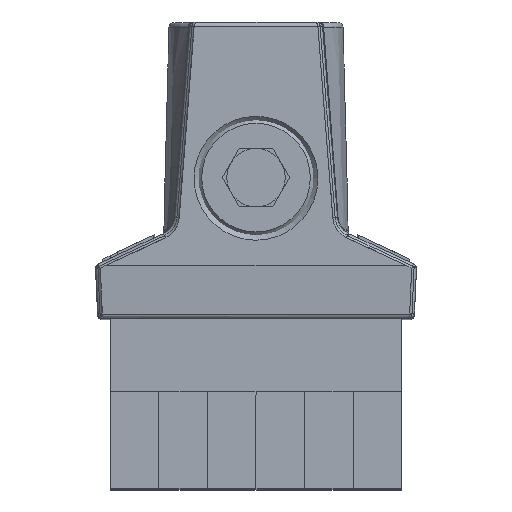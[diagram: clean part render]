
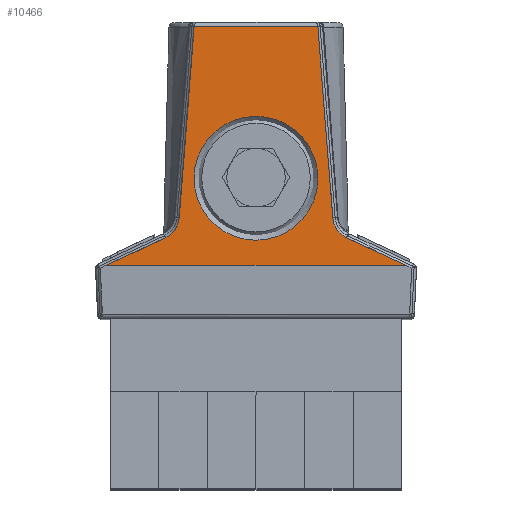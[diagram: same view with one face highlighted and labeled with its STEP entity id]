
A CAD part, top view. The second image highlights one B-rep face of the part: STEP entity #10466.
In plain terms, the highlighted planar face has unit normal (0, 0.011, 1).
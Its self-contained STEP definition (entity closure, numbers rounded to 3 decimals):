
#372=FACE_BOUND('',#3263,.T.);
#451=LINE('',#15135,#1372);
#469=LINE('',#15631,#1390);
#1372=VECTOR('',#12209,10.);
#1390=VECTOR('',#12353,10.);
#2597=FACE_OUTER_BOUND('',#3262,.T.);
#3262=EDGE_LOOP('',(#7146,#7147,#7148,#7149,#7150,#7151,#7152,#7153));
#3263=EDGE_LOOP('',(#7154));
#3915=(
BOUNDED_CURVE()
B_SPLINE_CURVE(2,(#15627,#15628,#15629),.UNSPECIFIED.,.F.,.F.)
B_SPLINE_CURVE_WITH_KNOTS((3,3),(0.037,0.706),
 .UNSPECIFIED.)
CURVE()
GEOMETRIC_REPRESENTATION_ITEM()
RATIONAL_B_SPLINE_CURVE((1.,0.999,1.))
REPRESENTATION_ITEM('')
);
#3916=(
BOUNDED_CURVE()
B_SPLINE_CURVE(2,(#15633,#15634,#15635),.UNSPECIFIED.,.F.,.F.)
B_SPLINE_CURVE_WITH_KNOTS((3,3),(0.093,0.763),
 .UNSPECIFIED.)
CURVE()
GEOMETRIC_REPRESENTATION_ITEM()
RATIONAL_B_SPLINE_CURVE((1.,0.999,1.))
REPRESENTATION_ITEM('')
);
#4227=ELLIPSE('',#11307,46.993,0.498);
#4228=ELLIPSE('',#11310,46.993,0.498);
#4229=ELLIPSE('',#11311,2.494,2.494);
#4230=ELLIPSE('',#11312,2.494,2.494);
#4231=ELLIPSE('',#11313,6.368,6.367);
#4394=VERTEX_POINT('',#15132);
#4395=VERTEX_POINT('',#15134);
#4430=VERTEX_POINT('',#15618);
#4431=VERTEX_POINT('',#15622);
#4432=VERTEX_POINT('',#15624);
#4433=VERTEX_POINT('',#15626);
#4434=VERTEX_POINT('',#15630);
#4435=VERTEX_POINT('',#15632);
#4436=VERTEX_POINT('',#15637);
#5388=EDGE_CURVE('',#4394,#4395,#451,.T.);
#5455=EDGE_CURVE('',#4430,#4395,#4227,.T.);
#5457=EDGE_CURVE('',#4394,#4431,#4228,.T.);
#5458=EDGE_CURVE('',#4431,#4432,#4229,.T.);
#5459=EDGE_CURVE('',#4432,#4433,#3915,.T.);
#5460=EDGE_CURVE('',#4433,#4434,#469,.T.);
#5461=EDGE_CURVE('',#4434,#4435,#3916,.T.);
#5462=EDGE_CURVE('',#4435,#4430,#4230,.T.);
#5463=EDGE_CURVE('',#4436,#4436,#4231,.T.);
#7146=ORIENTED_EDGE('',*,*,#5388,.F.);
#7147=ORIENTED_EDGE('',*,*,#5457,.T.);
#7148=ORIENTED_EDGE('',*,*,#5458,.T.);
#7149=ORIENTED_EDGE('',*,*,#5459,.T.);
#7150=ORIENTED_EDGE('',*,*,#5460,.T.);
#7151=ORIENTED_EDGE('',*,*,#5461,.T.);
#7152=ORIENTED_EDGE('',*,*,#5462,.T.);
#7153=ORIENTED_EDGE('',*,*,#5455,.T.);
#7154=ORIENTED_EDGE('',*,*,#5463,.F.);
#10100=PLANE('',#11309);
#10466=ADVANCED_FACE('',(#2597,#372),#10100,.T.);
#11307=AXIS2_PLACEMENT_3D('',#15619,#12343,#12344);
#11309=AXIS2_PLACEMENT_3D('',#15621,#12347,#12348);
#11310=AXIS2_PLACEMENT_3D('',#15623,#12349,#12350);
#11311=AXIS2_PLACEMENT_3D('',#15625,#12351,#12352);
#11312=AXIS2_PLACEMENT_3D('',#15636,#12354,#12355);
#11313=AXIS2_PLACEMENT_3D('',#15638,#12356,#12357);
#12209=DIRECTION('',(1.,0.,0.));
#12343=DIRECTION('center_axis',(0.,-0.011,
-1.));
#12344=DIRECTION('ref_axis',(0.078,-0.997,0.011));
#12347=DIRECTION('center_axis',(0.,0.011,
1.));
#12348=DIRECTION('ref_axis',(0.,1.,-0.011));
#12349=DIRECTION('center_axis',(0.,-0.011,
-1.));
#12350=DIRECTION('ref_axis',(-0.078,-0.997,0.011));
#12351=DIRECTION('center_axis',(0.,-0.011,
-1.));
#12352=DIRECTION('ref_axis',(1.,-0.002,0.));
#12353=DIRECTION('',(1.,0.,0.));
#12354=DIRECTION('center_axis',(0.,-0.011,
-1.));
#12355=DIRECTION('ref_axis',(1.,0.014,0.));
#12356=DIRECTION('center_axis',(0.,0.011,
1.));
#12357=DIRECTION('ref_axis',(0.,-1.,0.011));
#15132=CARTESIAN_POINT('',(-6.363,2.005,67.489));
#15134=CARTESIAN_POINT('',(6.363,2.005,67.489));
#15135=CARTESIAN_POINT('',(0.,2.005,67.489));
#15618=CARTESIAN_POINT('',(7.889,-17.591,67.698));
#15619=CARTESIAN_POINT('Origin',(7.885,-11.243,67.63));
#15621=CARTESIAN_POINT('Origin',(0.,-22.5,
67.75));
#15622=CARTESIAN_POINT('',(-7.889,-17.591,67.698));
#15623=CARTESIAN_POINT('Origin',(-7.885,-11.243,67.63));
#15624=CARTESIAN_POINT('',(-9.291,-19.674,67.72));
#15625=CARTESIAN_POINT('Origin',(-10.378,-17.43,67.696));
#15626=CARTESIAN_POINT('',(-15.365,-22.5,67.75));
#15627=CARTESIAN_POINT('Ctrl Pts',(-9.291,-19.674,
67.72));
#15628=CARTESIAN_POINT('Ctrl Pts',(-12.347,-21.096,
67.735));
#15629=CARTESIAN_POINT('Ctrl Pts',(-15.365,-22.5,
67.75));
#15630=CARTESIAN_POINT('',(15.365,-22.5,67.75));
#15631=CARTESIAN_POINT('',(0.,-22.5,67.75));
#15632=CARTESIAN_POINT('',(9.291,-19.674,67.72));
#15633=CARTESIAN_POINT('Ctrl Pts',(15.365,-22.5,67.75));
#15634=CARTESIAN_POINT('Ctrl Pts',(12.347,-21.096,67.735));
#15635=CARTESIAN_POINT('Ctrl Pts',(9.291,-19.674,67.72));
#15636=CARTESIAN_POINT('Origin',(10.378,-17.43,67.696));
#15637=CARTESIAN_POINT('',(6.367,-13.5,67.654));
#15638=CARTESIAN_POINT('Origin',(0.,-13.568,67.655));
